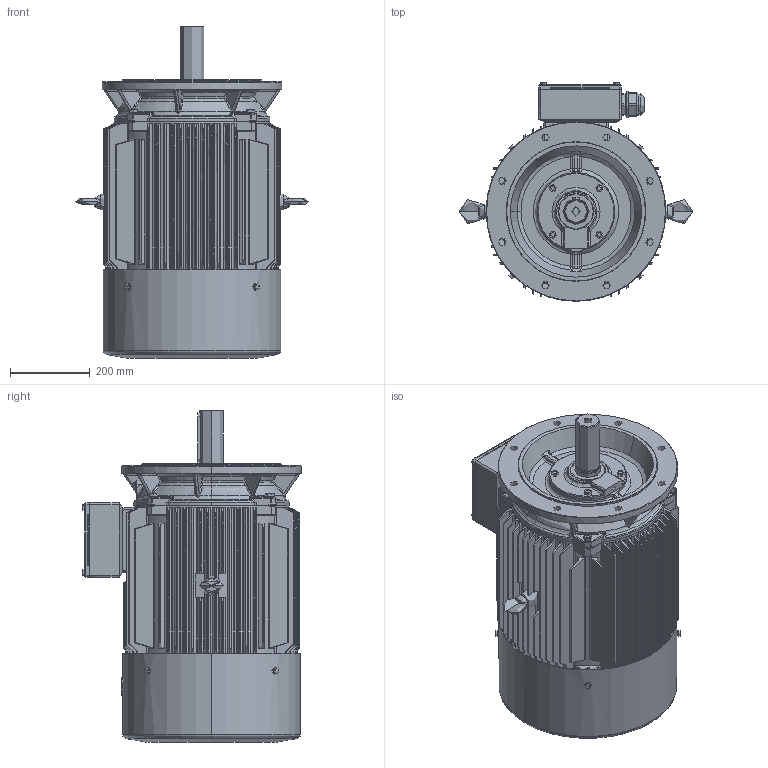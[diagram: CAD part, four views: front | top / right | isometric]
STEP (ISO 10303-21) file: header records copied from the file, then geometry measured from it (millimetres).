
FILE_DESCRIPTION(/* description */ (''),/* implementation_level */ '2;1');
FILE_NAME(/* name */ 'JM1-225M-4.6.8-B5.stp',/* time_stamp */ '2018-12-30T18:50:58+08:00',/* author */ (''),/* organization */ (''),/* preprocessor_version */ 'ST-DEVELOPER v16.7',/* originating_system */ 'SIEMENS PLM Software NX 12.0',/* authorisation */ '');
FILE_SCHEMA (('AP203_CONFIGURATION_CONTROLLED_3D_DESIGN_OF_MECHANICAL_PARTS_AND_ASSEMBLIES_MIM_LF { 1 0 10303 403 2 1 2}'));
Products named in the file (1): JM1-225M-4.6.8-B5
Bounding box: 586.4 x 547.8 x 832.07 mm (x, y, z)
Volume: 21942234.7 mm3; surface area: 5351748.6 mm2
Topology: 62 solids, 62 shells, 8156 faces, 22653 edges, 14780 vertices
Faces by surface type: plane 3386, cylinder 3315, bspline 739, torus 409, cone 301, sphere 6
Full cylindrical faces by diameter (mm): 2 x2, 7.188 x4, 8 x8, 8.4 x4, 9.026 x8, 10 x10, 10.863 x8, 11.2 x8, 12 x8, 12.6 x8, 16 x4, 20 x1, 34.375 x2, 40.625 x4, 48.438 x12, 50 x4, 51.562 x12, 53.906 x2, 57 x1, 66.406 x2, 368 x1, 378 x1
Entity records: 305362 total; most frequent: CARTESIAN_POINT 97051, ORIENTED_EDGE 44556, DIRECTION 41870, EDGE_CURVE 22278, AXIS2_PLACEMENT_3D 15054, VERTEX_POINT 14658, LINE 11762, VECTOR 11762
